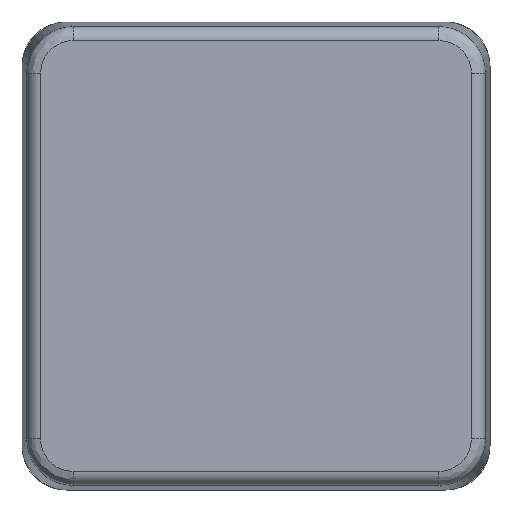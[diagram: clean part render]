
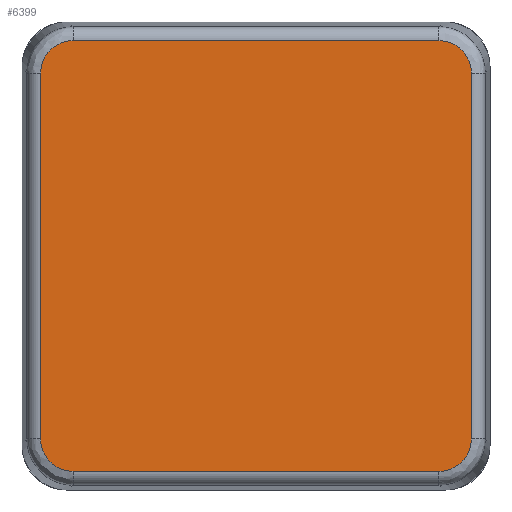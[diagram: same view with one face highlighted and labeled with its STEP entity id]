
A CAD part, front view. The second image highlights one B-rep face of the part: STEP entity #6399.
In plain terms, the highlighted face is planar.
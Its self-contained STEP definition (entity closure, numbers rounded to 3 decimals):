
#115=ELLIPSE('',#6728,3.502,3.5);
#116=ELLIPSE('',#6729,3.502,3.5);
#117=ELLIPSE('',#6730,3.502,3.5);
#118=ELLIPSE('',#6731,3.502,3.5);
#547=PLANE('',#6727);
#797=FACE_OUTER_BOUND('',#1192,.T.);
#1192=EDGE_LOOP('',(#5306,#5307,#5308,#5309,#5310,#5311,#5312,#5313));
#1795=LINE('',#10884,#2370);
#1796=LINE('',#10888,#2371);
#1797=LINE('',#10892,#2372);
#1798=LINE('',#10896,#2373);
#2370=VECTOR('',#7771,39.48);
#2371=VECTOR('',#7774,39.48);
#2372=VECTOR('',#7777,39.48);
#2373=VECTOR('',#7780,39.48);
#3097=VERTEX_POINT('',#10882);
#3098=VERTEX_POINT('',#10883);
#3099=VERTEX_POINT('',#10885);
#3100=VERTEX_POINT('',#10887);
#3101=VERTEX_POINT('',#10889);
#3102=VERTEX_POINT('',#10891);
#3103=VERTEX_POINT('',#10893);
#3104=VERTEX_POINT('',#10895);
#3877=EDGE_CURVE('',#3097,#3098,#1795,.T.);
#3878=EDGE_CURVE('',#3099,#3097,#115,.T.);
#3879=EDGE_CURVE('',#3100,#3099,#1796,.T.);
#3880=EDGE_CURVE('',#3101,#3100,#116,.T.);
#3881=EDGE_CURVE('',#3102,#3101,#1797,.T.);
#3882=EDGE_CURVE('',#3103,#3102,#117,.T.);
#3883=EDGE_CURVE('',#3104,#3103,#1798,.T.);
#3884=EDGE_CURVE('',#3098,#3104,#118,.T.);
#5306=ORIENTED_EDGE('',*,*,#3877,.F.);
#5307=ORIENTED_EDGE('',*,*,#3878,.F.);
#5308=ORIENTED_EDGE('',*,*,#3879,.F.);
#5309=ORIENTED_EDGE('',*,*,#3880,.F.);
#5310=ORIENTED_EDGE('',*,*,#3881,.F.);
#5311=ORIENTED_EDGE('',*,*,#3882,.F.);
#5312=ORIENTED_EDGE('',*,*,#3883,.F.);
#5313=ORIENTED_EDGE('',*,*,#3884,.F.);
#6399=ADVANCED_FACE('',(#797),#547,.F.);
#6727=AXIS2_PLACEMENT_3D('',#10881,#7769,#7770);
#6728=AXIS2_PLACEMENT_3D('',#10886,#7772,#7773);
#6729=AXIS2_PLACEMENT_3D('',#10890,#7775,#7776);
#6730=AXIS2_PLACEMENT_3D('',#10894,#7778,#7779);
#6731=AXIS2_PLACEMENT_3D('',#10897,#7781,#7782);
#7769=DIRECTION('center_axis',(0.,0.,1.));
#7770=DIRECTION('ref_axis',(1.,0.,0.));
#7771=DIRECTION('',(0.,-1.,0.));
#7772=DIRECTION('center_axis',(0.,0.,1.));
#7773=DIRECTION('ref_axis',(-0.707,0.707,0.));
#7774=DIRECTION('',(-1.,0.,0.));
#7775=DIRECTION('center_axis',(0.,0.,1.));
#7776=DIRECTION('ref_axis',(0.707,0.707,0.));
#7777=DIRECTION('',(0.,1.,0.));
#7778=DIRECTION('center_axis',(0.,0.,1.));
#7779=DIRECTION('ref_axis',(0.707,-0.707,0.));
#7780=DIRECTION('',(1.,0.,0.));
#7781=DIRECTION('center_axis',(0.,0.,1.));
#7782=DIRECTION('ref_axis',(-0.707,-0.707,0.));
#10881=CARTESIAN_POINT('Origin',(0.,0.,
-21.));
#10882=CARTESIAN_POINT('',(-23.239,19.74,-21.));
#10883=CARTESIAN_POINT('',(-23.239,-19.74,-21.));
#10884=CARTESIAN_POINT('',(-23.239,12.625,-21.));
#10885=CARTESIAN_POINT('',(-19.74,23.239,-21.));
#10886=CARTESIAN_POINT('Origin',(-19.738,19.738,-21.));
#10887=CARTESIAN_POINT('',(19.74,23.239,-21.));
#10888=CARTESIAN_POINT('',(12.625,23.239,-21.));
#10889=CARTESIAN_POINT('',(23.239,19.74,-21.));
#10890=CARTESIAN_POINT('Origin',(19.738,19.738,-21.));
#10891=CARTESIAN_POINT('',(23.239,-19.74,-21.));
#10892=CARTESIAN_POINT('',(23.239,-12.625,-21.));
#10893=CARTESIAN_POINT('',(19.74,-23.239,-21.));
#10894=CARTESIAN_POINT('Origin',(19.738,-19.738,-21.));
#10895=CARTESIAN_POINT('',(-19.74,-23.239,-21.));
#10896=CARTESIAN_POINT('',(-12.625,-23.239,-21.));
#10897=CARTESIAN_POINT('Origin',(-19.738,-19.738,-21.));
